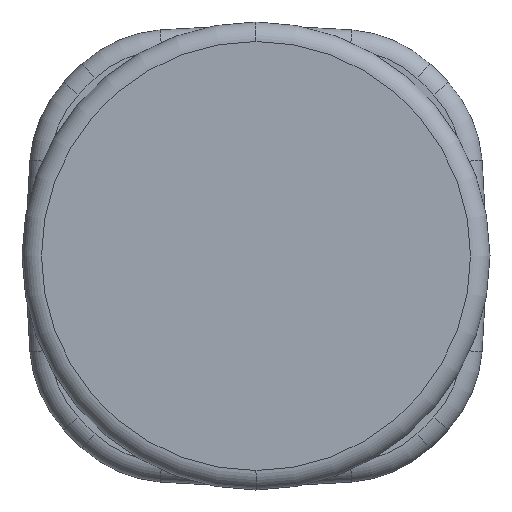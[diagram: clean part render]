
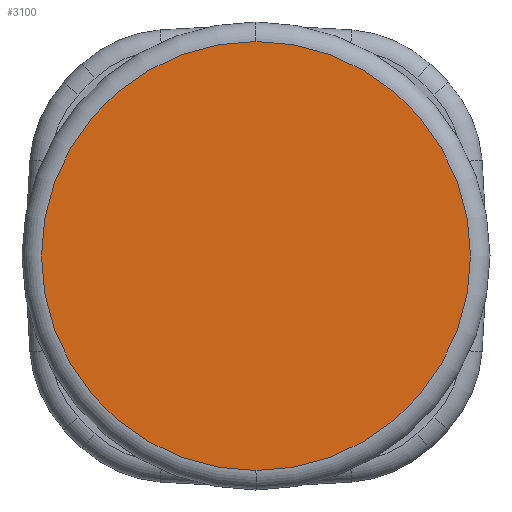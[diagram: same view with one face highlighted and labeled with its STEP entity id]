
A CAD part, left-side view. The second image highlights one B-rep face of the part: STEP entity #3100.
In plain terms, the highlighted planar face has unit normal (-1, 0, 0).
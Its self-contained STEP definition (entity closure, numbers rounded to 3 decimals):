
#3020=CARTESIAN_POINT('',(-1.0,0.0,1.15));
#3021=VERTEX_POINT('',#3020);
#3029=CARTESIAN_POINT('',(-1.0,0.,0.05));
#3030=VERTEX_POINT('',#3029);
#3031=CARTESIAN_POINT('',(-1.0,0.0,0.6));
#3032=DIRECTION('',(1.0,0.0,0.0));
#3033=DIRECTION('',(0.0,0.0,1.0));
#3034=AXIS2_PLACEMENT_3D('',#3031,#3032,#3033);
#3035=CIRCLE('',#3034,0.55);
#3036=EDGE_CURVE('',#3021,#3030,#3035,.T.);
#3063=CARTESIAN_POINT('',(-1.0,0.0,0.6));
#3064=DIRECTION('',(1.0,0.0,0.0));
#3065=DIRECTION('',(0.0,0.0,1.0));
#3066=AXIS2_PLACEMENT_3D('',#3063,#3064,#3065);
#3067=CIRCLE('',#3066,0.55);
#3068=EDGE_CURVE('',#3030,#3021,#3067,.T.);
#3091=CARTESIAN_POINT('',(-1.0,0.0,0.6));
#3092=DIRECTION('',(-1.0,0.0,0.0));
#3093=DIRECTION('',(0.0,0.0,1.0));
#3094=AXIS2_PLACEMENT_3D('',#3091,#3092,#3093);
#3095=PLANE('',#3094);
#3096=ORIENTED_EDGE('',*,*,#3068,.F.);
#3097=ORIENTED_EDGE('',*,*,#3036,.F.);
#3098=EDGE_LOOP('',(#3096,#3097));
#3099=FACE_OUTER_BOUND('',#3098,.T.);
#3100=ADVANCED_FACE('',(#3099),#3095,.T.);
